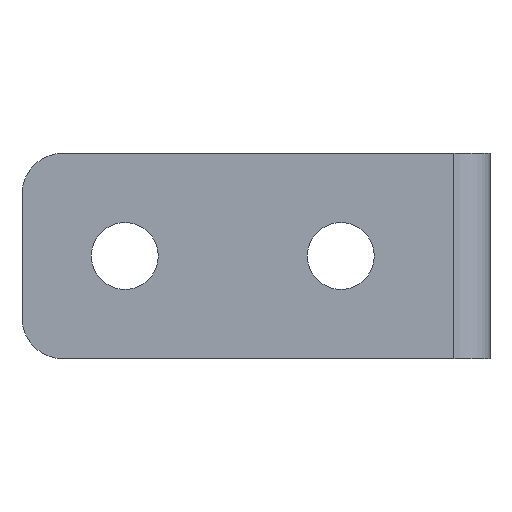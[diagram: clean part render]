
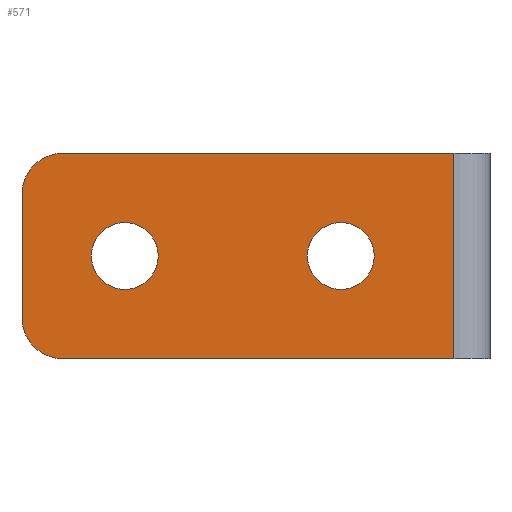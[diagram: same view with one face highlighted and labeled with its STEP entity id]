
A CAD part, left-side view. The second image highlights one B-rep face of the part: STEP entity #571.
In plain terms, the highlighted planar face has unit normal (-1, 0, 0).
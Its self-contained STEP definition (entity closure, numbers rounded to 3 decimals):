
#3 = DIRECTION ( 'NONE',  ( 1., 0., 0. ) ) ;
#11 = LINE ( 'NONE', #139, #43 ) ;
#15 = VERTEX_POINT ( 'NONE', #148 ) ;
#30 = DIRECTION ( 'NONE',  ( 1., 0., 0. ) ) ;
#43 = VECTOR ( 'NONE', #71, 1000. ) ;
#71 = DIRECTION ( 'NONE',  ( 0., 0., -1. ) ) ;
#80 = AXIS2_PLACEMENT_3D ( 'NONE', #187, #746, #306 ) ;
#85 = CARTESIAN_POINT ( 'NONE',  ( -45.5, -16.5, 0. ) ) ;
#108 = VERTEX_POINT ( 'NONE', #479 ) ;
#121 = FACE_BOUND ( 'NONE', #808, .T. ) ;
#126 = VECTOR ( 'NONE', #225, 1000. ) ;
#128 = ORIENTED_EDGE ( 'NONE', *, *, #255, .F. ) ;
#132 = DIRECTION ( 'NONE',  ( 0., 1., 0. ) ) ;
#133 = ORIENTED_EDGE ( 'NONE', *, *, #574, .T. ) ;
#136 = DIRECTION ( 'NONE',  ( -1., 0., 0. ) ) ;
#138 = EDGE_LOOP ( 'NONE', ( #728, #665 ) ) ;
#139 = CARTESIAN_POINT ( 'NONE',  ( -45.5, -38.5, 20. ) ) ;
#148 = CARTESIAN_POINT ( 'NONE',  ( -45.5, 37.5, 20. ) ) ;
#153 = ORIENTED_EDGE ( 'NONE', *, *, #204, .F. ) ;
#157 = VERTEX_POINT ( 'NONE', #311 ) ;
#168 = EDGE_CURVE ( 'NONE', #486, #108, #731, .T. ) ;
#169 = DIRECTION ( 'NONE',  ( 0., -1., 0. ) ) ;
#176 = DIRECTION ( 'NONE',  ( 1., 0., 0. ) ) ;
#187 = CARTESIAN_POINT ( 'NONE',  ( -45.5, -16.5, 0. ) ) ;
#196 = EDGE_LOOP ( 'NONE', ( #692, #350, #524, #128, #153, #705 ) ) ;
#197 = CARTESIAN_POINT ( 'NONE',  ( -45.5, 37.5, -12. ) ) ;
#201 = AXIS2_PLACEMENT_3D ( 'NONE', #764, #136, #132 ) ;
#204 = EDGE_CURVE ( 'NONE', #15, #768, #230, .T. ) ;
#211 = CARTESIAN_POINT ( 'NONE',  ( -45.5, -16.5, 6.5 ) ) ;
#213 = CIRCLE ( 'NONE', #736, 6.5 ) ;
#214 = AXIS2_PLACEMENT_3D ( 'NONE', #660, #30, #397 ) ;
#225 = DIRECTION ( 'NONE',  ( 0., -1., 0. ) ) ;
#229 = AXIS2_PLACEMENT_3D ( 'NONE', #85, #327, #581 ) ;
#230 = LINE ( 'NONE', #721, #734 ) ;
#255 = EDGE_CURVE ( 'NONE', #768, #745, #11, .T. ) ;
#258 = DIRECTION ( 'NONE',  ( -1., 0., 0. ) ) ;
#267 = CARTESIAN_POINT ( 'NONE',  ( -45.5, -16.5, -6.5 ) ) ;
#279 = CARTESIAN_POINT ( 'NONE',  ( -45.5, -38.5, 20. ) ) ;
#304 = CIRCLE ( 'NONE', #201, 8. ) ;
#306 = DIRECTION ( 'NONE',  ( 0., 0., -1. ) ) ;
#311 = CARTESIAN_POINT ( 'NONE',  ( -45.5, 25.5, -6.5 ) ) ;
#319 = VERTEX_POINT ( 'NONE', #211 ) ;
#321 = EDGE_CURVE ( 'NONE', #108, #383, #443, .T. ) ;
#327 = DIRECTION ( 'NONE',  ( 1., 0., 0. ) ) ;
#345 = VERTEX_POINT ( 'NONE', #267 ) ;
#348 = EDGE_CURVE ( 'NONE', #15, #486, #304, .T. ) ;
#350 = ORIENTED_EDGE ( 'NONE', *, *, #321, .T. ) ;
#369 = CARTESIAN_POINT ( 'NONE',  ( -45.5, 25.5, 0. ) ) ;
#383 = VERTEX_POINT ( 'NONE', #701 ) ;
#397 = DIRECTION ( 'NONE',  ( 0., 0., -1. ) ) ;
#399 = EDGE_CURVE ( 'NONE', #319, #345, #748, .T. ) ;
#421 = DIRECTION ( 'NONE',  ( 0., 1., 0. ) ) ;
#424 = CARTESIAN_POINT ( 'NONE',  ( -45.5, 25.5, 6.5 ) ) ;
#443 = CIRCLE ( 'NONE', #577, 8. ) ;
#476 = ORIENTED_EDGE ( 'NONE', *, *, #730, .T. ) ;
#479 = CARTESIAN_POINT ( 'NONE',  ( -45.5, 45.5, -12. ) ) ;
#486 = VERTEX_POINT ( 'NONE', #780 ) ;
#488 = VECTOR ( 'NONE', #562, 1000. ) ;
#496 = CARTESIAN_POINT ( 'NONE',  ( -45.5, 45.5, 20. ) ) ;
#498 = CIRCLE ( 'NONE', #80, 6.5 ) ;
#524 = ORIENTED_EDGE ( 'NONE', *, *, #791, .T. ) ;
#544 = VERTEX_POINT ( 'NONE', #424 ) ;
#562 = DIRECTION ( 'NONE',  ( 0., 0., -1. ) ) ;
#571 = ADVANCED_FACE ( 'NONE', ( #121, #809, #670 ), #610, .F. ) ;
#574 = EDGE_CURVE ( 'NONE', #544, #157, #213, .T. ) ;
#577 = AXIS2_PLACEMENT_3D ( 'NONE', #197, #258, #635 ) ;
#581 = DIRECTION ( 'NONE',  ( 0., 0., -1. ) ) ;
#610 = PLANE ( 'NONE',  #671 ) ;
#635 = DIRECTION ( 'NONE',  ( 0., 1., 0. ) ) ;
#652 = LINE ( 'NONE', #787, #126 ) ;
#658 = EDGE_CURVE ( 'NONE', #345, #319, #498, .T. ) ;
#660 = CARTESIAN_POINT ( 'NONE',  ( -45.5, 25.5, 0. ) ) ;
#665 = ORIENTED_EDGE ( 'NONE', *, *, #399, .T. ) ;
#670 = FACE_OUTER_BOUND ( 'NONE', #196, .T. ) ;
#671 = AXIS2_PLACEMENT_3D ( 'NONE', #735, #3, #421 ) ;
#678 = DIRECTION ( 'NONE',  ( 0., 0., -1. ) ) ;
#692 = ORIENTED_EDGE ( 'NONE', *, *, #168, .T. ) ;
#701 = CARTESIAN_POINT ( 'NONE',  ( -45.5, 37.5, -20. ) ) ;
#705 = ORIENTED_EDGE ( 'NONE', *, *, #348, .T. ) ;
#721 = CARTESIAN_POINT ( 'NONE',  ( -45.5, 45.5, 20. ) ) ;
#728 = ORIENTED_EDGE ( 'NONE', *, *, #658, .T. ) ;
#730 = EDGE_CURVE ( 'NONE', #157, #544, #751, .T. ) ;
#731 = LINE ( 'NONE', #496, #488 ) ;
#732 = CARTESIAN_POINT ( 'NONE',  ( -45.5, -38.5, -20. ) ) ;
#734 = VECTOR ( 'NONE', #169, 1000. ) ;
#735 = CARTESIAN_POINT ( 'NONE',  ( -45.5, 45.5, 20. ) ) ;
#736 = AXIS2_PLACEMENT_3D ( 'NONE', #369, #176, #678 ) ;
#745 = VERTEX_POINT ( 'NONE', #732 ) ;
#746 = DIRECTION ( 'NONE',  ( 1., 0., 0. ) ) ;
#748 = CIRCLE ( 'NONE', #229, 6.5 ) ;
#751 = CIRCLE ( 'NONE', #214, 6.5 ) ;
#764 = CARTESIAN_POINT ( 'NONE',  ( -45.5, 37.5, 12. ) ) ;
#768 = VERTEX_POINT ( 'NONE', #279 ) ;
#780 = CARTESIAN_POINT ( 'NONE',  ( -45.5, 45.5, 12. ) ) ;
#787 = CARTESIAN_POINT ( 'NONE',  ( -45.5, 45.5, -20. ) ) ;
#791 = EDGE_CURVE ( 'NONE', #383, #745, #652, .T. ) ;
#808 = EDGE_LOOP ( 'NONE', ( #476, #133 ) ) ;
#809 = FACE_BOUND ( 'NONE', #138, .T. ) ;
